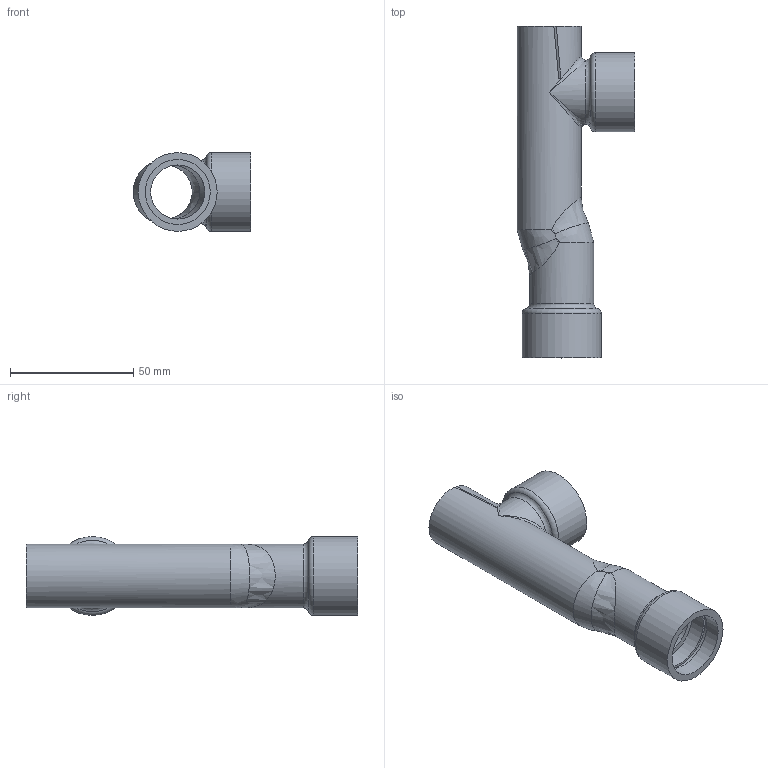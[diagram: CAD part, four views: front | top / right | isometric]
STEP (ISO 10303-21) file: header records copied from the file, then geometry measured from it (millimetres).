
FILE_DESCRIPTION(/* description */ (''),/* implementation_level */ '2;1');
FILE_NAME(/* name */ 'P-TET-000025-1.step',/* time_stamp */ '2020-08-31T12:52:51-04:00',/* author */ (''),/* organization */ (''),/* preprocessor_version */ 'ST-DEVELOPER v18.1',/* originating_system */ 'Autodesk Translation Framework v9.3.0.1241',/* authorisation */ '');
FILE_SCHEMA (('AUTOMOTIVE_DESIGN { 1 0 10303 214 3 1 1 }'));
Length unit declared in the file: millimetre
Products named in the file (1): P-TET-000025-1
Bounding box: 47.8 x 134.85 x 32 mm (x, y, z)
Volume: 28686.6 mm3; surface area: 26834.4 mm2
Topology: 1 solids, 1 shells, 88 faces, 228 edges, 142 vertices
Faces by surface type: cylinder 32, plane 26, bspline 25, torus 4, cone 1
Full cylindrical faces by diameter (mm): 1.94 x1, 2.94 x1, 22 x3, 25.5 x1, 26 x2, 26.4 x4, 28.5 x2, 32 x2
Entity records: 3787 total; most frequent: CARTESIAN_POINT 1673, ORIENTED_EDGE 440, DIRECTION 427, EDGE_CURVE 220, AXIS2_PLACEMENT_3D 184, VERTEX_POINT 142, EDGE_LOOP 108, CIRCLE 90
